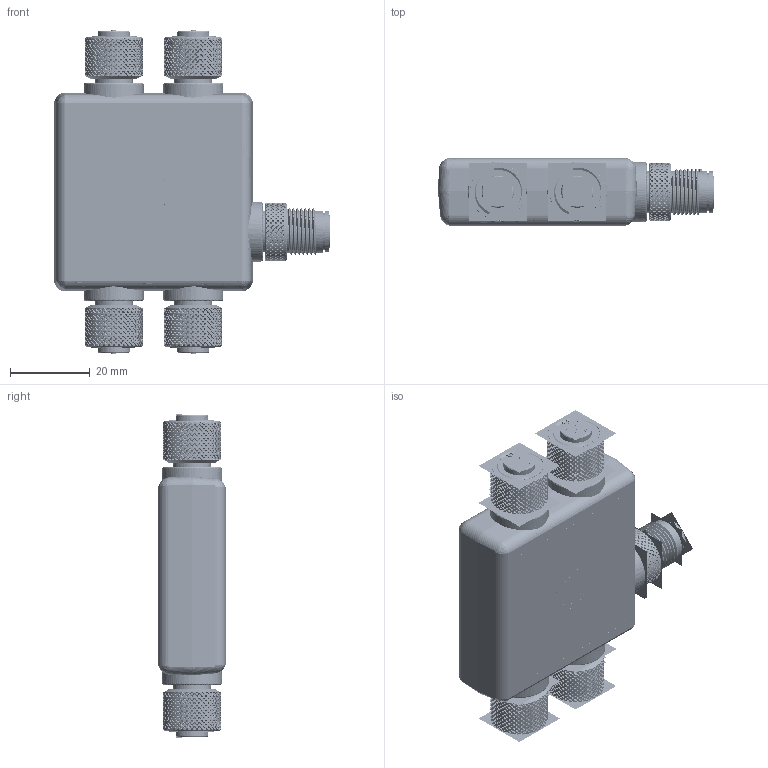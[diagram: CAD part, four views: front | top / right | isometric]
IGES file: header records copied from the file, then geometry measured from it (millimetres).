
Start section:  PTC IGES file: 227635_sm01.igs
Global section: file name: 227635_sm01.igs; native system: Creo Parametric by PTC Inc.; preprocessor: 2022414; author: banengservice; organization: Unknown; date: 20240619.084455; units: millimetre
Bounding box: 69.42 x 17.1 x 81.41 mm (x, y, z)
Volume: 47785.9 mm3; surface area: 98177.9 mm2
Topology: 2 solids, 2 shells, 35640 faces, 157396 edges, 186565 vertices
Faces by surface type: bspline 27758, revolution 7882
